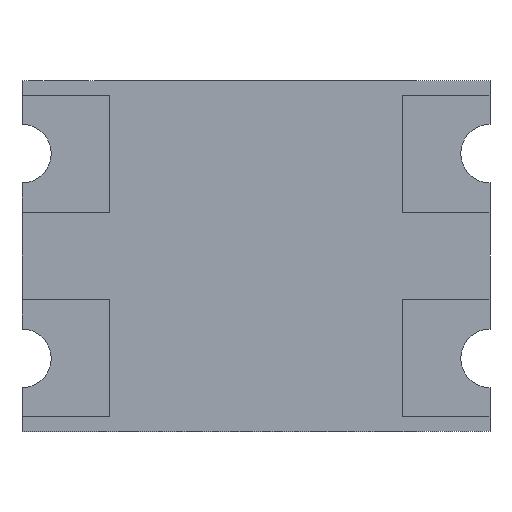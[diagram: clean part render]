
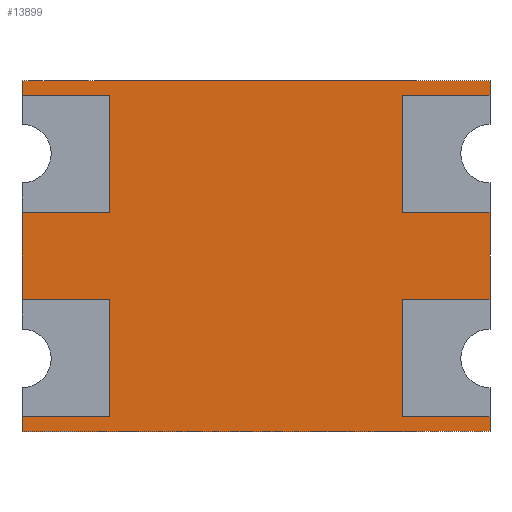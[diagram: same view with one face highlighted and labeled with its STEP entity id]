
A CAD part, front view. The second image highlights one B-rep face of the part: STEP entity #13899.
In plain terms, the highlighted planar face has unit normal (0, -1, 0).
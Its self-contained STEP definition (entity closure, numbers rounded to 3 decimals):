
#497 = DIRECTION ( 'NONE',  ( 0., 0., -1. ) ) ;
#686 = VERTEX_POINT ( 'NONE', #2581 ) ;
#991 = DIRECTION ( 'NONE',  ( 0., 1., 0. ) ) ;
#1142 = VECTOR ( 'NONE', #4036, 1000. ) ;
#1532 = CARTESIAN_POINT ( 'NONE',  ( 0.038, -0.25, 1.2 ) ) ;
#1682 = LINE ( 'NONE', #13403, #7949 ) ;
#1706 = EDGE_CURVE ( 'NONE', #12417, #4377, #13344, .T. ) ;
#2026 = CARTESIAN_POINT ( 'NONE',  ( -1.6, -0.25, -1.2 ) ) ;
#2030 = VERTEX_POINT ( 'NONE', #8453 ) ;
#2128 = DIRECTION ( 'NONE',  ( 0., -1., 0. ) ) ;
#2383 = VERTEX_POINT ( 'NONE', #6278 ) ;
#2581 = CARTESIAN_POINT ( 'NONE',  ( -1.6, -0.25, 0.9 ) ) ;
#2740 = CARTESIAN_POINT ( 'NONE',  ( 1.6, -0.25, 1.2 ) ) ;
#3084 = LINE ( 'NONE', #9536, #7728 ) ;
#3128 = DIRECTION ( 'NONE',  ( 0., 0., -1. ) ) ;
#3645 = VERTEX_POINT ( 'NONE', #5680 ) ;
#3672 = FACE_OUTER_BOUND ( 'NONE', #16674, .T. ) ;
#4036 = DIRECTION ( 'NONE',  ( 0., 0., -1. ) ) ;
#4077 = EDGE_CURVE ( 'NONE', #13461, #686, #4197, .T. ) ;
#4084 = LINE ( 'NONE', #10718, #11846 ) ;
#4197 = CIRCLE ( 'NONE', #13842, 0.2 ) ;
#4336 = LINE ( 'NONE', #5793, #7421 ) ;
#4377 = VERTEX_POINT ( 'NONE', #7334 ) ;
#4417 = LINE ( 'NONE', #13653, #13481 ) ;
#4434 = DIRECTION ( 'NONE',  ( 0., 0., -1. ) ) ;
#4447 = EDGE_CURVE ( 'NONE', #2383, #11660, #10258, .T. ) ;
#4660 = CARTESIAN_POINT ( 'NONE',  ( 1.6, -0.25, -0.7 ) ) ;
#4863 = ORIENTED_EDGE ( 'NONE', *, *, #13840, .T. ) ;
#5039 = ORIENTED_EDGE ( 'NONE', *, *, #10832, .F. ) ;
#5587 = ORIENTED_EDGE ( 'NONE', *, *, #4447, .F. ) ;
#5680 = CARTESIAN_POINT ( 'NONE',  ( -1.6, -0.25, -0.9 ) ) ;
#5793 = CARTESIAN_POINT ( 'NONE',  ( -1.6, -0.25, 1.2 ) ) ;
#5946 = ORIENTED_EDGE ( 'NONE', *, *, #15766, .T. ) ;
#6278 = CARTESIAN_POINT ( 'NONE',  ( 1.6, -0.25, -0.5 ) ) ;
#6523 = ORIENTED_EDGE ( 'NONE', *, *, #14302, .T. ) ;
#6633 = ORIENTED_EDGE ( 'NONE', *, *, #16732, .F. ) ;
#6782 = DIRECTION ( 'NONE',  ( 1., 0., 0. ) ) ;
#6854 = DIRECTION ( 'NONE',  ( 1., 0., 0. ) ) ;
#6910 = VERTEX_POINT ( 'NONE', #7939 ) ;
#6964 = AXIS2_PLACEMENT_3D ( 'NONE', #4660, #9922, #15207 ) ;
#6967 = LINE ( 'NONE', #2740, #1142 ) ;
#7334 = CARTESIAN_POINT ( 'NONE',  ( 1.6, -0.25, 1.2 ) ) ;
#7373 = DIRECTION ( 'NONE',  ( 0., 0., -1. ) ) ;
#7421 = VECTOR ( 'NONE', #3128, 1000. ) ;
#7549 = LINE ( 'NONE', #16900, #9605 ) ;
#7726 = PLANE ( 'NONE',  #9888 ) ;
#7728 = VECTOR ( 'NONE', #497, 1000. ) ;
#7939 = CARTESIAN_POINT ( 'NONE',  ( 1.6, -0.25, 0.9 ) ) ;
#7949 = VECTOR ( 'NONE', #12192, 1000. ) ;
#8453 = CARTESIAN_POINT ( 'NONE',  ( -1.6, -0.25, -0.5 ) ) ;
#8703 = CARTESIAN_POINT ( 'NONE',  ( -1.6, -0.25, 1.2 ) ) ;
#8847 = VERTEX_POINT ( 'NONE', #2026 ) ;
#8904 = CARTESIAN_POINT ( 'NONE',  ( -1.6, -0.25, -0.7 ) ) ;
#9536 = CARTESIAN_POINT ( 'NONE',  ( -1.6, -0.25, 1.2 ) ) ;
#9588 = CARTESIAN_POINT ( 'NONE',  ( 1.6, -0.25, 0.7 ) ) ;
#9605 = VECTOR ( 'NONE', #12814, 1000. ) ;
#9766 = CARTESIAN_POINT ( 'NONE',  ( 1.6, -0.25, -1.2 ) ) ;
#9843 = EDGE_CURVE ( 'NONE', #3645, #8847, #4336, .T. ) ;
#9888 = AXIS2_PLACEMENT_3D ( 'NONE', #10126, #15415, #6854 ) ;
#9922 = DIRECTION ( 'NONE',  ( 0., -1., 0. ) ) ;
#9935 = CIRCLE ( 'NONE', #12982, 0.2 ) ;
#10126 = CARTESIAN_POINT ( 'NONE',  ( 0.038, -0.25, 1.2 ) ) ;
#10258 = CIRCLE ( 'NONE', #6964, 0.2 ) ;
#10549 = ORIENTED_EDGE ( 'NONE', *, *, #1706, .F. ) ;
#10718 = CARTESIAN_POINT ( 'NONE',  ( 1.6, -0.25, 1.2 ) ) ;
#10832 = EDGE_CURVE ( 'NONE', #4377, #6910, #1682, .T. ) ;
#11136 = EDGE_CURVE ( 'NONE', #12397, #2383, #4084, .T. ) ;
#11660 = VERTEX_POINT ( 'NONE', #11698 ) ;
#11698 = CARTESIAN_POINT ( 'NONE',  ( 1.6, -0.25, -0.9 ) ) ;
#11846 = VECTOR ( 'NONE', #13235, 1000. ) ;
#12057 = ORIENTED_EDGE ( 'NONE', *, *, #4077, .F. ) ;
#12160 = ORIENTED_EDGE ( 'NONE', *, *, #11136, .F. ) ;
#12192 = DIRECTION ( 'NONE',  ( 0., 0., -1. ) ) ;
#12397 = VERTEX_POINT ( 'NONE', #13904 ) ;
#12417 = VERTEX_POINT ( 'NONE', #8703 ) ;
#12655 = CIRCLE ( 'NONE', #14883, 0.2 ) ;
#12814 = DIRECTION ( 'NONE',  ( 0., 0., -1. ) ) ;
#12982 = AXIS2_PLACEMENT_3D ( 'NONE', #8904, #991, #16885 ) ;
#12995 = EDGE_CURVE ( 'NONE', #12397, #6910, #12655, .T. ) ;
#13235 = DIRECTION ( 'NONE',  ( 0., 0., -1. ) ) ;
#13344 = LINE ( 'NONE', #1532, #16008 ) ;
#13403 = CARTESIAN_POINT ( 'NONE',  ( 1.6, -0.25, 1.2 ) ) ;
#13461 = VERTEX_POINT ( 'NONE', #16150 ) ;
#13481 = VECTOR ( 'NONE', #13568, 1000. ) ;
#13568 = DIRECTION ( 'NONE',  ( 1., 0., 0. ) ) ;
#13653 = CARTESIAN_POINT ( 'NONE',  ( 0.038, -0.25, -1.2 ) ) ;
#13696 = CARTESIAN_POINT ( 'NONE',  ( -1.6, -0.25, 0.7 ) ) ;
#13840 = EDGE_CURVE ( 'NONE', #12417, #686, #7549, .T. ) ;
#13842 = AXIS2_PLACEMENT_3D ( 'NONE', #13696, #2128, #7373 ) ;
#13899 = ADVANCED_FACE ( 'NONE', ( #3672 ), #7726, .F. ) ;
#13904 = CARTESIAN_POINT ( 'NONE',  ( 1.6, -0.25, 0.5 ) ) ;
#14041 = VERTEX_POINT ( 'NONE', #9766 ) ;
#14302 = EDGE_CURVE ( 'NONE', #8847, #14041, #4417, .T. ) ;
#14765 = ORIENTED_EDGE ( 'NONE', *, *, #9843, .T. ) ;
#14883 = AXIS2_PLACEMENT_3D ( 'NONE', #9588, #14886, #4434 ) ;
#14886 = DIRECTION ( 'NONE',  ( 0., 1., 0. ) ) ;
#15207 = DIRECTION ( 'NONE',  ( 0., 0., -1. ) ) ;
#15278 = ORIENTED_EDGE ( 'NONE', *, *, #12995, .T. ) ;
#15336 = ORIENTED_EDGE ( 'NONE', *, *, #16252, .T. ) ;
#15415 = DIRECTION ( 'NONE',  ( 0., 1., 0. ) ) ;
#15766 = EDGE_CURVE ( 'NONE', #13461, #2030, #3084, .T. ) ;
#16008 = VECTOR ( 'NONE', #6782, 1000. ) ;
#16150 = CARTESIAN_POINT ( 'NONE',  ( -1.6, -0.25, 0.5 ) ) ;
#16252 = EDGE_CURVE ( 'NONE', #2030, #3645, #9935, .T. ) ;
#16674 = EDGE_LOOP ( 'NONE', ( #15278, #5039, #10549, #4863, #12057, #5946, #15336, #14765, #6523, #6633, #5587, #12160 ) ) ;
#16732 = EDGE_CURVE ( 'NONE', #11660, #14041, #6967, .T. ) ;
#16885 = DIRECTION ( 'NONE',  ( 0., 0., -1. ) ) ;
#16900 = CARTESIAN_POINT ( 'NONE',  ( -1.6, -0.25, 1.2 ) ) ;
